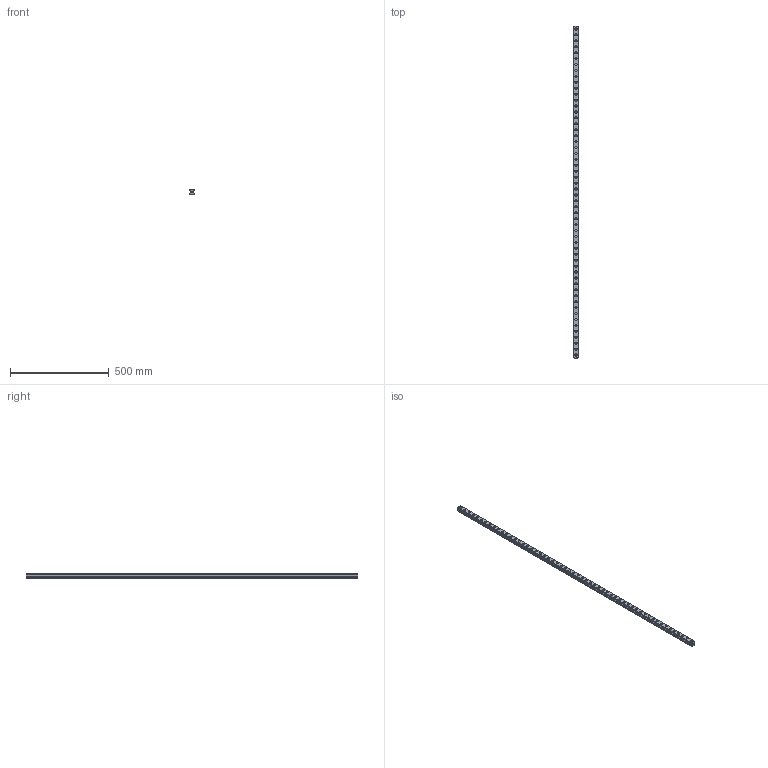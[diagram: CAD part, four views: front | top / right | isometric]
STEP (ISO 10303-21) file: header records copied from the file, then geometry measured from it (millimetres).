
FILE_DESCRIPTION(('STEP AP214'),'1');
FILE_NAME('cctmp_CED3DE5B-74D4-471D-8A14-0CFA89B62BAD_2021_03_10_17_43_27_0241..stp','2021-03-10T16:43:27',('HIWIN GmbH'),('CADClick - www.CADClick.com'),'Spatial InterOp 3D',' ','unknown authorization');
FILE_SCHEMA(('AUTOMOTIVE_DESIGN'));
Length unit declared in the file: millimetre
Products named in the file (1): RGR25R1680H_FILE
Bounding box: 23 x 1680 x 23.6 mm (x, y, z)
Volume: 673710.4 mm3; surface area: 208865.9 mm2
Topology: 1 solids, 1 shells, 621 faces, 1341 edges, 894 vertices
Faces by surface type: cylinder 354, plane 267
Entity records: 22195 total; most frequent: DIRECTION 3293, CARTESIAN_POINT 2857, ORIENTED_EDGE 2682, EDGE_CURVE 1341, AXIS2_PLACEMENT_3D 1330, VERTEX_POINT 894, EDGE_LOOP 793, CIRCLE 708
